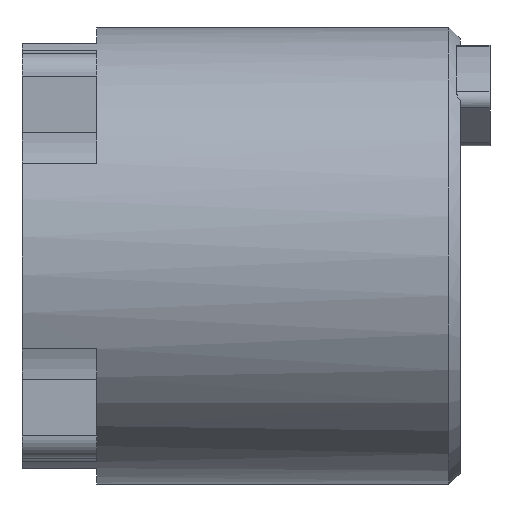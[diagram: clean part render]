
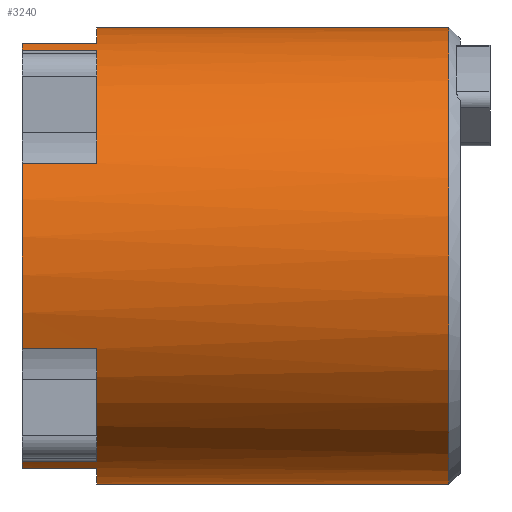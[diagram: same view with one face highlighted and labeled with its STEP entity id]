
A CAD part, left-side view. The second image highlights one B-rep face of the part: STEP entity #3240.
In plain terms, the highlighted cylindrical face has radius 30.5 mm (diameter 61 mm), a partial arc.
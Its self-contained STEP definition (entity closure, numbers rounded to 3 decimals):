
#15 = CIRCLE ( 'NONE', #465, 30.5 ) ;
#17 = ORIENTED_EDGE ( 'NONE', *, *, #445, .F. ) ;
#18 = CARTESIAN_POINT ( 'NONE',  ( -11.268, 51.5, -28.342 ) ) ;
#22 = AXIS2_PLACEMENT_3D ( 'NONE', #2082, #2849, #439 ) ;
#50 = EDGE_CURVE ( 'NONE', #256, #1321, #15, .T. ) ;
#55 = DIRECTION ( 'NONE',  ( 0., 0., 1. ) ) ;
#80 = AXIS2_PLACEMENT_3D ( 'NONE', #165, #184, #2346 ) ;
#108 = CARTESIAN_POINT ( 'NONE',  ( 0., 51.5, 30.5 ) ) ;
#110 = DIRECTION ( 'NONE',  ( 0., -1., 0. ) ) ;
#136 = CIRCLE ( 'NONE', #308, 30.5 ) ;
#145 = ORIENTED_EDGE ( 'NONE', *, *, #718, .T. ) ;
#165 = CARTESIAN_POINT ( 'NONE',  ( 0., 51.5, 0. ) ) ;
#172 = ORIENTED_EDGE ( 'NONE', *, *, #1124, .T. ) ;
#184 = DIRECTION ( 'NONE',  ( 0., -1., 0. ) ) ;
#195 = VERTEX_POINT ( 'NONE', #684 ) ;
#209 = LINE ( 'NONE', #516, #2805 ) ;
#240 = DIRECTION ( 'NONE',  ( 0., 1., 0. ) ) ;
#256 = VERTEX_POINT ( 'NONE', #3437 ) ;
#274 = EDGE_LOOP ( 'NONE', ( #1367, #1068, #3408, #626, #145, #2655, #536, #3167, #172, #17, #1236, #1993, #2887, #3444, #1529, #1276 ) ) ;
#278 = CARTESIAN_POINT ( 'NONE',  ( 0., 4.5, 0. ) ) ;
#288 = CARTESIAN_POINT ( 'NONE',  ( -11.268, 61.5, 28.342 ) ) ;
#294 = VECTOR ( 'NONE', #3295, 1000. ) ;
#308 = AXIS2_PLACEMENT_3D ( 'NONE', #2300, #2636, #1255 ) ;
#310 = CARTESIAN_POINT ( 'NONE',  ( 0., 61.5, 0. ) ) ;
#327 = EDGE_CURVE ( 'NONE', #3211, #1777, #3420, .T. ) ;
#328 = DIRECTION ( 'NONE',  ( 0., 0., 1. ) ) ;
#384 = CARTESIAN_POINT ( 'NONE',  ( 0., 4.5, 30.5 ) ) ;
#416 = CARTESIAN_POINT ( 'NONE',  ( 0., 51.5, 0. ) ) ;
#439 = DIRECTION ( 'NONE',  ( 0., 0., 1. ) ) ;
#445 = EDGE_CURVE ( 'NONE', #2649, #195, #1150, .T. ) ;
#465 = AXIS2_PLACEMENT_3D ( 'NONE', #278, #240, #55 ) ;
#476 = VERTEX_POINT ( 'NONE', #1868 ) ;
#512 = LINE ( 'NONE', #1601, #1986 ) ;
#516 = CARTESIAN_POINT ( 'NONE',  ( -13.206, 90.853, 27.493 ) ) ;
#520 = VERTEX_POINT ( 'NONE', #1425 ) ;
#536 = ORIENTED_EDGE ( 'NONE', *, *, #2039, .T. ) ;
#565 = CARTESIAN_POINT ( 'NONE',  ( -13.206, 90.853, -27.493 ) ) ;
#581 = DIRECTION ( 'NONE',  ( 0., -1., 0. ) ) ;
#626 = ORIENTED_EDGE ( 'NONE', *, *, #1639, .F. ) ;
#663 = CARTESIAN_POINT ( 'NONE',  ( -27.864, 61.5, -12.403 ) ) ;
#678 = DIRECTION ( 'NONE',  ( 0., -1., 0. ) ) ;
#684 = CARTESIAN_POINT ( 'NONE',  ( -27.864, 51.5, -12.403 ) ) ;
#696 = CIRCLE ( 'NONE', #22, 30.5 ) ;
#711 = EDGE_CURVE ( 'NONE', #1777, #2734, #2905, .T. ) ;
#718 = EDGE_CURVE ( 'NONE', #1911, #3083, #209, .T. ) ;
#767 = DIRECTION ( 'NONE',  ( 0., -1., 0. ) ) ;
#777 = VERTEX_POINT ( 'NONE', #3018 ) ;
#880 = CIRCLE ( 'NONE', #2862, 30.5 ) ;
#925 = VERTEX_POINT ( 'NONE', #1791 ) ;
#968 = DIRECTION ( 'NONE',  ( 0., -1., 0. ) ) ;
#1008 = LINE ( 'NONE', #3391, #1849 ) ;
#1068 = ORIENTED_EDGE ( 'NONE', *, *, #327, .T. ) ;
#1118 = CIRCLE ( 'NONE', #3100, 30.5 ) ;
#1124 = EDGE_CURVE ( 'NONE', #2434, #195, #512, .T. ) ;
#1150 = CIRCLE ( 'NONE', #3129, 30.5 ) ;
#1209 = DIRECTION ( 'NONE',  ( 0., 0., 1. ) ) ;
#1220 = VECTOR ( 'NONE', #110, 1000. ) ;
#1224 = CARTESIAN_POINT ( 'NONE',  ( 0., 90.853, 0. ) ) ;
#1236 = ORIENTED_EDGE ( 'NONE', *, *, #2308, .T. ) ;
#1255 = DIRECTION ( 'NONE',  ( 0., 0., -1. ) ) ;
#1263 = LINE ( 'NONE', #3143, #1576 ) ;
#1276 = ORIENTED_EDGE ( 'NONE', *, *, #50, .T. ) ;
#1304 = CARTESIAN_POINT ( 'NONE',  ( -13.206, 61.5, -27.493 ) ) ;
#1321 = VERTEX_POINT ( 'NONE', #384 ) ;
#1341 = DIRECTION ( 'NONE',  ( 0., 0., 1. ) ) ;
#1367 = ORIENTED_EDGE ( 'NONE', *, *, #2026, .F. ) ;
#1420 = EDGE_CURVE ( 'NONE', #777, #2762, #2323, .T. ) ;
#1425 = CARTESIAN_POINT ( 'NONE',  ( -27.864, 51.5, 12.403 ) ) ;
#1440 = EDGE_CURVE ( 'NONE', #2434, #925, #880, .T. ) ;
#1529 = ORIENTED_EDGE ( 'NONE', *, *, #3341, .T. ) ;
#1540 = AXIS2_PLACEMENT_3D ( 'NONE', #416, #678, #1209 ) ;
#1576 = VECTOR ( 'NONE', #2556, 1000. ) ;
#1601 = CARTESIAN_POINT ( 'NONE',  ( -27.864, 90.853, -12.403 ) ) ;
#1639 = EDGE_CURVE ( 'NONE', #1911, #2734, #696, .T. ) ;
#1670 = DIRECTION ( 'NONE',  ( 0., 0., -1. ) ) ;
#1753 = LINE ( 'NONE', #1789, #2432 ) ;
#1777 = VERTEX_POINT ( 'NONE', #3499 ) ;
#1782 = CYLINDRICAL_SURFACE ( 'NONE', #2474, 30.5 ) ;
#1789 = CARTESIAN_POINT ( 'NONE',  ( -27.864, 90.853, 12.403 ) ) ;
#1791 = CARTESIAN_POINT ( 'NONE',  ( -27.864, 61.5, 12.403 ) ) ;
#1834 = DIRECTION ( 'NONE',  ( 0., 1., 0. ) ) ;
#1849 = VECTOR ( 'NONE', #968, 1000. ) ;
#1863 = DIRECTION ( 'NONE',  ( 0., 1., 0. ) ) ;
#1868 = CARTESIAN_POINT ( 'NONE',  ( 0., 51.5, -30.5 ) ) ;
#1911 = VERTEX_POINT ( 'NONE', #2258 ) ;
#1986 = VECTOR ( 'NONE', #2687, 1000. ) ;
#1993 = ORIENTED_EDGE ( 'NONE', *, *, #3086, .T. ) ;
#2026 = EDGE_CURVE ( 'NONE', #3211, #1321, #1263, .T. ) ;
#2039 = EDGE_CURVE ( 'NONE', #520, #925, #1753, .T. ) ;
#2082 = CARTESIAN_POINT ( 'NONE',  ( 0., 61.5, 0. ) ) ;
#2120 = CARTESIAN_POINT ( 'NONE',  ( -13.206, 51.5, -27.493 ) ) ;
#2123 = VERTEX_POINT ( 'NONE', #1304 ) ;
#2218 = LINE ( 'NONE', #565, #294 ) ;
#2258 = CARTESIAN_POINT ( 'NONE',  ( -13.206, 61.5, 27.493 ) ) ;
#2265 = CARTESIAN_POINT ( 'NONE',  ( -13.206, 51.5, 27.493 ) ) ;
#2272 = DIRECTION ( 'NONE',  ( 0., 1., 0. ) ) ;
#2300 = CARTESIAN_POINT ( 'NONE',  ( 0., 51.5, 0. ) ) ;
#2308 = EDGE_CURVE ( 'NONE', #2649, #2123, #2218, .T. ) ;
#2323 = LINE ( 'NONE', #3347, #1220 ) ;
#2338 = DIRECTION ( 'NONE',  ( 0., 0., -1. ) ) ;
#2346 = DIRECTION ( 'NONE',  ( 0., 0., 1. ) ) ;
#2430 = EDGE_CURVE ( 'NONE', #2762, #476, #2909, .T. ) ;
#2432 = VECTOR ( 'NONE', #2272, 1000. ) ;
#2434 = VERTEX_POINT ( 'NONE', #663 ) ;
#2474 = AXIS2_PLACEMENT_3D ( 'NONE', #1224, #2585, #2338 ) ;
#2556 = DIRECTION ( 'NONE',  ( 0., -1., 0. ) ) ;
#2570 = FACE_OUTER_BOUND ( 'NONE', #274, .T. ) ;
#2585 = DIRECTION ( 'NONE',  ( 0., -1., 0. ) ) ;
#2620 = CARTESIAN_POINT ( 'NONE',  ( 0., 61.5, 0. ) ) ;
#2636 = DIRECTION ( 'NONE',  ( 0., 1., 0. ) ) ;
#2649 = VERTEX_POINT ( 'NONE', #2120 ) ;
#2655 = ORIENTED_EDGE ( 'NONE', *, *, #3280, .F. ) ;
#2687 = DIRECTION ( 'NONE',  ( 0., -1., 0. ) ) ;
#2734 = VERTEX_POINT ( 'NONE', #288 ) ;
#2740 = CARTESIAN_POINT ( 'NONE',  ( 0., 51.5, 0. ) ) ;
#2762 = VERTEX_POINT ( 'NONE', #18 ) ;
#2805 = VECTOR ( 'NONE', #767, 1000. ) ;
#2849 = DIRECTION ( 'NONE',  ( 0., 1., 0. ) ) ;
#2862 = AXIS2_PLACEMENT_3D ( 'NONE', #2620, #1863, #1341 ) ;
#2887 = ORIENTED_EDGE ( 'NONE', *, *, #1420, .T. ) ;
#2905 = LINE ( 'NONE', #3184, #2979 ) ;
#2909 = CIRCLE ( 'NONE', #1540, 30.5 ) ;
#2979 = VECTOR ( 'NONE', #1834, 1000. ) ;
#3018 = CARTESIAN_POINT ( 'NONE',  ( -11.268, 61.5, -28.342 ) ) ;
#3083 = VERTEX_POINT ( 'NONE', #2265 ) ;
#3086 = EDGE_CURVE ( 'NONE', #2123, #777, #1118, .T. ) ;
#3100 = AXIS2_PLACEMENT_3D ( 'NONE', #310, #581, #328 ) ;
#3129 = AXIS2_PLACEMENT_3D ( 'NONE', #2740, #3508, #1670 ) ;
#3143 = CARTESIAN_POINT ( 'NONE',  ( 0., 90.853, 30.5 ) ) ;
#3167 = ORIENTED_EDGE ( 'NONE', *, *, #1440, .F. ) ;
#3184 = CARTESIAN_POINT ( 'NONE',  ( -11.268, 90.853, 28.342 ) ) ;
#3211 = VERTEX_POINT ( 'NONE', #108 ) ;
#3240 = ADVANCED_FACE ( 'NONE', ( #2570 ), #1782, .T. ) ;
#3280 = EDGE_CURVE ( 'NONE', #520, #3083, #136, .T. ) ;
#3295 = DIRECTION ( 'NONE',  ( 0., 1., 0. ) ) ;
#3341 = EDGE_CURVE ( 'NONE', #476, #256, #1008, .T. ) ;
#3347 = CARTESIAN_POINT ( 'NONE',  ( -11.268, 90.853, -28.342 ) ) ;
#3391 = CARTESIAN_POINT ( 'NONE',  ( 0., 90.853, -30.5 ) ) ;
#3408 = ORIENTED_EDGE ( 'NONE', *, *, #711, .T. ) ;
#3420 = CIRCLE ( 'NONE', #80, 30.5 ) ;
#3437 = CARTESIAN_POINT ( 'NONE',  ( 0., 4.5, -30.5 ) ) ;
#3444 = ORIENTED_EDGE ( 'NONE', *, *, #2430, .T. ) ;
#3499 = CARTESIAN_POINT ( 'NONE',  ( -11.268, 51.5, 28.342 ) ) ;
#3508 = DIRECTION ( 'NONE',  ( 0., 1., 0. ) ) ;
